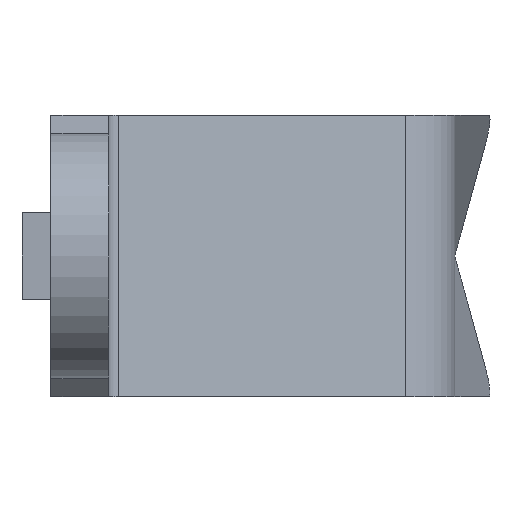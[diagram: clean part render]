
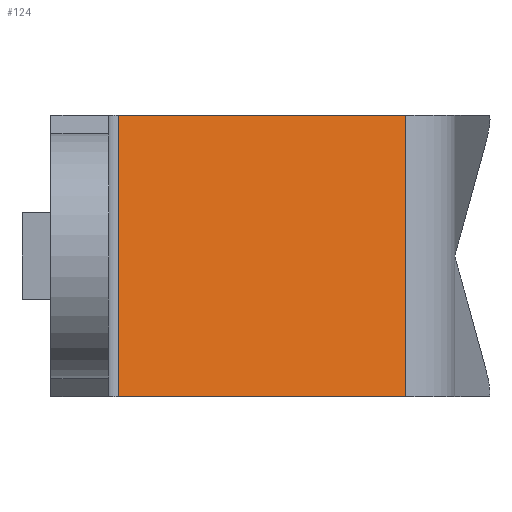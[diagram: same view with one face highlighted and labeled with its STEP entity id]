
A CAD part, left-side view. The second image highlights one B-rep face of the part: STEP entity #124.
In plain terms, the highlighted planar face has unit normal (-0.948, -0.319, 0).
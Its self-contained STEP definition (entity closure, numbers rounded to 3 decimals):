
#124 = ADVANCED_FACE( '', ( #257 ), #258, .F. );
#257 = FACE_OUTER_BOUND( '', #398, .T. );
#258 = PLANE( '', #399 );
#398 = EDGE_LOOP( '', ( #640, #641, #642, #643 ) );
#399 = AXIS2_PLACEMENT_3D( '', #644, #645, #646 );
#640 = ORIENTED_EDGE( '', *, *, #952, .T. );
#641 = ORIENTED_EDGE( '', *, *, #953, .T. );
#642 = ORIENTED_EDGE( '', *, *, #954, .F. );
#643 = ORIENTED_EDGE( '', *, *, #875, .T. );
#644 = CARTESIAN_POINT( '', ( 14.255, -0.681, 10. ) );
#645 = DIRECTION( '', ( 0.948, 0.319, 0. ) );
#646 = DIRECTION( '', ( -0.319, 0.948, 0. ) );
#875 = EDGE_CURVE( '', #1040, #1038, #1041, .T. );
#952 = EDGE_CURVE( '', #1038, #1166, #1167, .T. );
#953 = EDGE_CURVE( '', #1166, #1168, #1169, .T. );
#954 = EDGE_CURVE( '', #1040, #1168, #1170, .T. );
#1038 = VERTEX_POINT( '', #1272 );
#1040 = VERTEX_POINT( '', #1274 );
#1041 = LINE( '', #1275, #1276 );
#1166 = VERTEX_POINT( '', #1451 );
#1167 = LINE( '', #1452, #1453 );
#1168 = VERTEX_POINT( '', #1454 );
#1169 = LINE( '', #1455, #1456 );
#1170 = LINE( '', #1457, #1458 );
#1272 = CARTESIAN_POINT( '', ( 14.255, -0.681, 9.75 ) );
#1274 = CARTESIAN_POINT( '', ( 20.957, -20.595, 9.75 ) );
#1275 = CARTESIAN_POINT( '', ( 14.255, -0.681, 9.75 ) );
#1276 = VECTOR( '', #1565, 1000. );
#1451 = CARTESIAN_POINT( '', ( 14.255, -0.681, -9.75 ) );
#1452 = CARTESIAN_POINT( '', ( 14.255, -0.681, 10. ) );
#1453 = VECTOR( '', #1652, 1000. );
#1454 = CARTESIAN_POINT( '', ( 20.957, -20.595, -9.75 ) );
#1455 = CARTESIAN_POINT( '', ( 14.255, -0.681, -9.75 ) );
#1456 = VECTOR( '', #1653, 1000. );
#1457 = CARTESIAN_POINT( '', ( 20.957, -20.595, 10. ) );
#1458 = VECTOR( '', #1654, 1000. );
#1565 = DIRECTION( '', ( -0.319, 0.948, 0. ) );
#1652 = DIRECTION( '', ( 0., 0., -1. ) );
#1653 = DIRECTION( '', ( 0.319, -0.948, 0. ) );
#1654 = DIRECTION( '', ( 0., 0., -1. ) );
